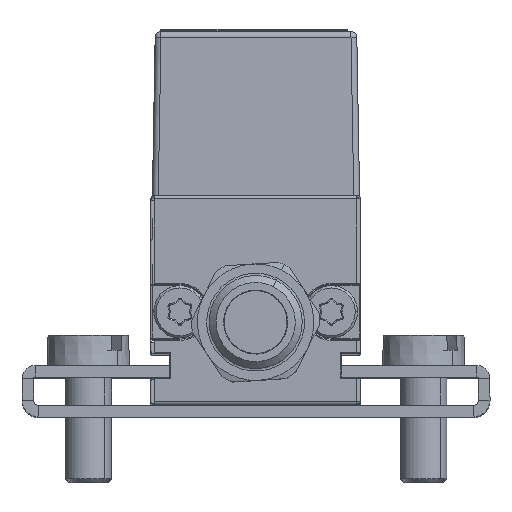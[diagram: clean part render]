
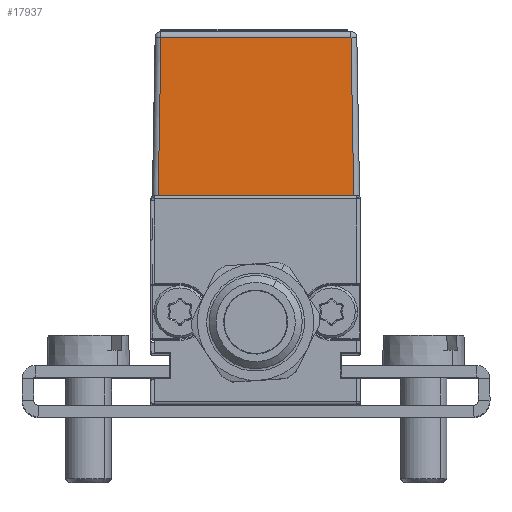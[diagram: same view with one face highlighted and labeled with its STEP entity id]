
A CAD part, top view. The second image highlights one B-rep face of the part: STEP entity #17937.
In plain terms, the highlighted planar face has unit normal (0, 0.018, 1).
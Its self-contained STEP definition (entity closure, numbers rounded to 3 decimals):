
#2174 = DIRECTION ( 'NONE',  ( -0.017, 1., -0.017 ) ) ;
#2251 = LINE ( 'NONE', #2293, #23720 ) ;
#2293 = CARTESIAN_POINT ( 'NONE',  ( 8.421, 18.302, 83.003 ) ) ;
#2756 = EDGE_CURVE ( 'NONE', #21878, #8433, #14063, .T. ) ;
#3205 = EDGE_CURVE ( 'NONE', #4301, #21878, #2251, .T. ) ;
#4301 = VERTEX_POINT ( 'NONE', #19124 ) ;
#4843 = CARTESIAN_POINT ( 'NONE',  ( -8.366, 18., 83.009 ) ) ;
#6758 = EDGE_LOOP ( 'NONE', ( #24033, #7843, #12400, #9450 ) ) ;
#6781 = CARTESIAN_POINT ( 'NONE',  ( 8.189, 31.583, 82.771 ) ) ;
#7843 = ORIENTED_EDGE ( 'NONE', *, *, #2756, .T. ) ;
#8361 = VECTOR ( 'NONE', #22494, 1000. ) ;
#8433 = VERTEX_POINT ( 'NONE', #23007 ) ;
#8451 = DIRECTION ( 'NONE',  ( 0., 0.017, 1. ) ) ;
#9450 = ORIENTED_EDGE ( 'NONE', *, *, #20152, .T. ) ;
#10799 = DIRECTION ( 'NONE',  ( -0.017, -1., 0.017 ) ) ;
#10904 = CARTESIAN_POINT ( 'NONE',  ( -8.868, 18., 83.009 ) ) ;
#10982 = LINE ( 'NONE', #25680, #16613 ) ;
#12258 = VERTEX_POINT ( 'NONE', #4843 ) ;
#12400 = ORIENTED_EDGE ( 'NONE', *, *, #27337, .T. ) ;
#12704 = PLANE ( 'NONE',  #19129 ) ;
#13897 = FACE_OUTER_BOUND ( 'NONE', #6758, .T. ) ;
#14063 = LINE ( 'NONE', #22908, #8361 ) ;
#14729 = LINE ( 'NONE', #10904, #26041 ) ;
#16613 = VECTOR ( 'NONE', #10799, 1000. ) ;
#17937 = ADVANCED_FACE ( 'NONE', ( #13897 ), #12704, .T. ) ;
#19124 = CARTESIAN_POINT ( 'NONE',  ( 8.426, 18., 83.009 ) ) ;
#19129 = AXIS2_PLACEMENT_3D ( 'NONE', #21266, #8451, #23435 ) ;
#20152 = EDGE_CURVE ( 'NONE', #12258, #4301, #14729, .T. ) ;
#21266 = CARTESIAN_POINT ( 'NONE',  ( -8.868, 18., 83.009 ) ) ;
#21878 = VERTEX_POINT ( 'NONE', #6781 ) ;
#22494 = DIRECTION ( 'NONE',  ( -1., 0., 0. ) ) ;
#22908 = CARTESIAN_POINT ( 'NONE',  ( -8.868, 31.583, 82.771 ) ) ;
#23007 = CARTESIAN_POINT ( 'NONE',  ( -8.129, 31.583, 82.771 ) ) ;
#23435 = DIRECTION ( 'NONE',  ( 0., -1., 0.017 ) ) ;
#23720 = VECTOR ( 'NONE', #2174, 1000. ) ;
#24033 = ORIENTED_EDGE ( 'NONE', *, *, #3205, .T. ) ;
#25680 = CARTESIAN_POINT ( 'NONE',  ( -8.366, 17.991, 83.009 ) ) ;
#25781 = DIRECTION ( 'NONE',  ( 1., 0., 0. ) ) ;
#26041 = VECTOR ( 'NONE', #25781, 1000. ) ;
#27337 = EDGE_CURVE ( 'NONE', #8433, #12258, #10982, .T. ) ;
